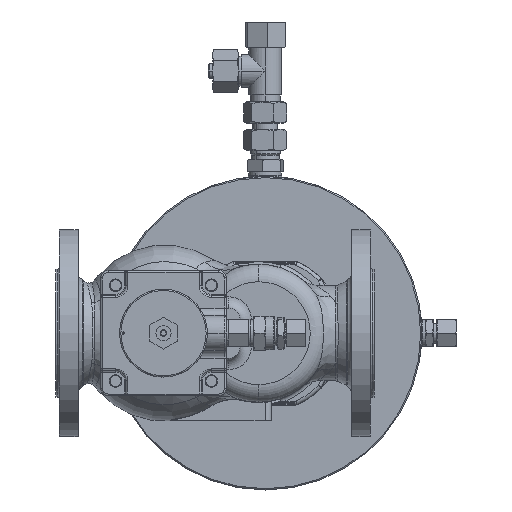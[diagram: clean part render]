
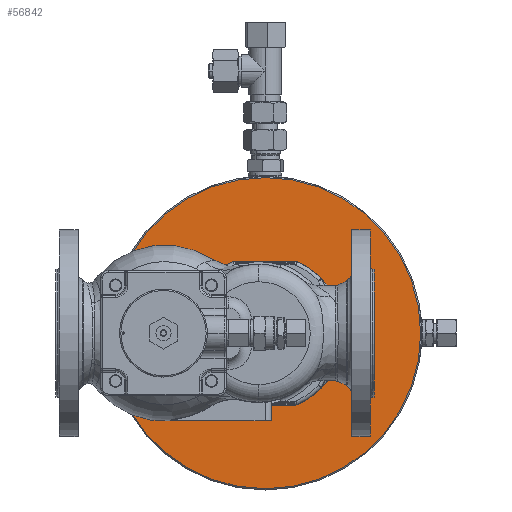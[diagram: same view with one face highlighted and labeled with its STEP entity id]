
A CAD part, front view. The second image highlights one B-rep face of the part: STEP entity #56842.
In plain terms, the highlighted planar face has unit normal (0, -1, 0).
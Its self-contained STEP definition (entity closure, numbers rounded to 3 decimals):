
#317 = CARTESIAN_POINT ( 'NONE',  ( 178., 139., 55. ) ) ;
#999 = VECTOR ( 'NONE', #49334, 1000. ) ;
#1205 = CARTESIAN_POINT ( 'NONE',  ( 46., 139., 0. ) ) ;
#1576 = ORIENTED_EDGE ( 'NONE', *, *, #29497, .T. ) ;
#2218 = LINE ( 'NONE', #25554, #53404 ) ;
#2675 = DIRECTION ( 'NONE',  ( 0.5, 0., 0.866 ) ) ;
#3059 = DIRECTION ( 'NONE',  ( 0., 0., -1. ) ) ;
#3064 = LINE ( 'NONE', #61180, #999 ) ;
#4863 = CARTESIAN_POINT ( 'NONE',  ( 225., 139., -8. ) ) ;
#4985 = CARTESIAN_POINT ( 'NONE',  ( 115., 139., -29.686 ) ) ;
#5148 = EDGE_CURVE ( 'Defeature ausgef�hrt1_994+Defeature ausgef�hrt1_917+Defeature ausgef�hrt1_907+Defeature ausgef�hrt1_916', #44315, #63418, #40170, .T. ) ;
#5233 = PLANE ( 'NONE',  #16327 ) ;
#5888 = EDGE_CURVE ( 'Defeature ausgef�hrt1_994+Defeature ausgef�hrt1_911+Defeature ausgef�hrt1_914+Defeature ausgef�hrt1_919', #60817, #13130, #6347, .T. ) ;
#6347 = LINE ( 'NONE', #53332, #44632 ) ;
#6956 = DIRECTION ( 'NONE',  ( -0.5, 0., -0.866 ) ) ;
#7101 = EDGE_LOOP ( 'NONE', ( #14323, #56709 ) ) ;
#7726 = EDGE_CURVE ( 'Defeature ausgef�hrt1_994+Defeature ausgef�hrt1_913+Defeature ausgef�hrt1_916+Defeature ausgef�hrt1_915', #42231, #47618, #34042, .T. ) ;
#7837 = CARTESIAN_POINT ( 'NONE',  ( 195.203, 139., 25.203 ) ) ;
#9654 = EDGE_CURVE ( 'Defeature ausgef�hrt1_994+Defeature ausgef�hrt1_909+Defeature ausgef�hrt1_918+Defeature ausgef�hrt1_921', #62860, #70509, #50456, .T. ) ;
#10610 = EDGE_CURVE ( 'Defeature ausgef�hrt1_994+Defeature ausgef�hrt1_907+Defeature ausgef�hrt1_920+Defeature ausgef�hrt1_917', #37038, #44315, #67355, .T. ) ;
#11349 = FACE_BOUND ( 'NONE', #71384, .T. ) ;
#12057 = CARTESIAN_POINT ( 'NONE',  ( 170., 139., 0. ) ) ;
#12898 = EDGE_CURVE ( 'Defeature ausgef�hrt1_994+Defeature ausgef�hrt1_919+Defeature ausgef�hrt1_911+Defeature ausgef�hrt1_918', #13130, #72172, #3064, .T. ) ;
#13095 = VECTOR ( 'NONE', #2675, 1000. ) ;
#13130 = VERTEX_POINT ( 'NONE', #317 ) ;
#13656 = EDGE_CURVE ( 'Defeature ausgef�hrt1_994+Defeature ausgef�hrt1_920+Defeature ausgef�hrt1_921+Defeature ausgef�hrt1_907', #32182, #37038, #48218, .T. ) ;
#14323 = ORIENTED_EDGE ( 'NONE', *, *, #62216, .T. ) ;
#15376 = ORIENTED_EDGE ( 'NONE', *, *, #12898, .T. ) ;
#16327 = AXIS2_PLACEMENT_3D ( 'NONE', #51497, #47264, #41136 ) ;
#16593 = CARTESIAN_POINT ( 'NONE',  ( 294., 139., 0. ) ) ;
#18961 = DIRECTION ( 'NONE',  ( 1., 0., 0. ) ) ;
#19227 = LINE ( 'NONE', #65476, #55087 ) ;
#19873 = ORIENTED_EDGE ( 'NONE', *, *, #5148, .T. ) ;
#21717 = ORIENTED_EDGE ( 'NONE', *, *, #10610, .T. ) ;
#21839 = VECTOR ( 'NONE', #75620, 1000. ) ;
#23616 = ORIENTED_EDGE ( 'NONE', *, *, #13656, .T. ) ;
#24340 = CARTESIAN_POINT ( 'NONE',  ( 115., 139., 8. ) ) ;
#24722 = CARTESIAN_POINT ( 'NONE',  ( 144.797, 139., -25.203 ) ) ;
#25554 = CARTESIAN_POINT ( 'NONE',  ( 195.203, 139., 25.203 ) ) ;
#26348 = CIRCLE ( 'NONE', #42196, 124. ) ;
#27369 = CARTESIAN_POINT ( 'NONE',  ( 178., 139., -55. ) ) ;
#28204 = EDGE_CURVE ( 'Defeature ausgef�hrt1_994+Defeature ausgef�hrt1_914+Defeature ausgef�hrt1_915+Defeature ausgef�hrt1_911', #41750, #60817, #37460, .T. ) ;
#28306 = DIRECTION ( 'NONE',  ( 0., 0., 1. ) ) ;
#28498 = ORIENTED_EDGE ( 'NONE', *, *, #5888, .T. ) ;
#29497 = EDGE_CURVE ( 'Defeature ausgef�hrt1_994+Defeature ausgef�hrt1_918+Defeature ausgef�hrt1_919+Defeature ausgef�hrt1_909', #72172, #62860, #2218, .T. ) ;
#30675 = DIRECTION ( 'NONE',  ( 1., 0., 0. ) ) ;
#31115 = EDGE_CURVE ( 'Defeature ausgef�hrt1_994+Defeature ausgef�hrt1_916+Defeature ausgef�hrt1_917+Defeature ausgef�hrt1_913', #63418, #42231, #34683, .T. ) ;
#31827 = CARTESIAN_POINT ( 'NONE',  ( 199.686, 139., -55. ) ) ;
#32182 = VERTEX_POINT ( 'NONE', #69860 ) ;
#34042 = LINE ( 'NONE', #4985, #54313 ) ;
#34683 = LINE ( 'NONE', #52250, #21839 ) ;
#34816 = CARTESIAN_POINT ( 'NONE',  ( 162., 139., -55. ) ) ;
#35037 = FACE_OUTER_BOUND ( 'NONE', #7101, .T. ) ;
#37038 = VERTEX_POINT ( 'NONE', #27369 ) ;
#37460 = LINE ( 'NONE', #44688, #13095 ) ;
#37930 = DIRECTION ( 'NONE',  ( -0.866, 0., -0.5 ) ) ;
#40170 = LINE ( 'NONE', #34816, #45789 ) ;
#41136 = DIRECTION ( 'NONE',  ( 1., 0., 0. ) ) ;
#41750 = VERTEX_POINT ( 'NONE', #73260 ) ;
#42196 = AXIS2_PLACEMENT_3D ( 'NONE', #12057, #70546, #52948 ) ;
#42231 = VERTEX_POINT ( 'NONE', #46026 ) ;
#44087 = ORIENTED_EDGE ( 'NONE', *, *, #28204, .T. ) ;
#44315 = VERTEX_POINT ( 'NONE', #54686 ) ;
#44632 = VECTOR ( 'NONE', #18961, 1000. ) ;
#44688 = CARTESIAN_POINT ( 'NONE',  ( 144.797, 139., 25.203 ) ) ;
#45089 = LINE ( 'NONE', #61903, #55675 ) ;
#45186 = ORIENTED_EDGE ( 'NONE', *, *, #66278, .T. ) ;
#45789 = VECTOR ( 'NONE', #75004, 1000. ) ;
#46026 = CARTESIAN_POINT ( 'NONE',  ( 115., 139., -8. ) ) ;
#46737 = CARTESIAN_POINT ( 'NONE',  ( 162., 139., 55. ) ) ;
#47264 = DIRECTION ( 'NONE',  ( 0., -1., 0. ) ) ;
#47618 = VERTEX_POINT ( 'NONE', #24340 ) ;
#47874 = DIRECTION ( 'NONE',  ( 0., -1., 0. ) ) ;
#48218 = LINE ( 'NONE', #71160, #68257 ) ;
#48328 = ORIENTED_EDGE ( 'NONE', *, *, #31115, .T. ) ;
#48860 = DIRECTION ( 'NONE',  ( 0.866, 0., -0.5 ) ) ;
#49334 = DIRECTION ( 'NONE',  ( 0.5, 0., -0.866 ) ) ;
#50456 = LINE ( 'NONE', #55065, #74751 ) ;
#50457 = DIRECTION ( 'NONE',  ( 0.866, 0., 0.5 ) ) ;
#51497 = CARTESIAN_POINT ( 'NONE',  ( 170., 139., 125. ) ) ;
#51647 = ORIENTED_EDGE ( 'NONE', *, *, #9654, .T. ) ;
#52250 = CARTESIAN_POINT ( 'NONE',  ( 144.797, 139., -25.203 ) ) ;
#52948 = DIRECTION ( 'NONE',  ( 1., 0., 0. ) ) ;
#53332 = CARTESIAN_POINT ( 'NONE',  ( 140.314, 139., 55. ) ) ;
#53404 = VECTOR ( 'NONE', #48860, 1000. ) ;
#54313 = VECTOR ( 'NONE', #28306, 1000. ) ;
#54349 = CARTESIAN_POINT ( 'NONE',  ( 170., 139., 0. ) ) ;
#54686 = CARTESIAN_POINT ( 'NONE',  ( 162., 139., -55. ) ) ;
#55065 = CARTESIAN_POINT ( 'NONE',  ( 225., 139., 29.686 ) ) ;
#55087 = VECTOR ( 'NONE', #37930, 1000. ) ;
#55675 = VECTOR ( 'NONE', #50457, 1000. ) ;
#56709 = ORIENTED_EDGE ( 'NONE', *, *, #65332, .T. ) ;
#56842 = ADVANCED_FACE ( 'Defeature ausgef�hrt1_994', ( #35037, #11349 ), #5233, .T. ) ;
#58934 = VECTOR ( 'NONE', #71973, 1000. ) ;
#60817 = VERTEX_POINT ( 'NONE', #46737 ) ;
#61123 = ORIENTED_EDGE ( 'NONE', *, *, #62846, .T. ) ;
#61180 = CARTESIAN_POINT ( 'NONE',  ( 178., 139., 55. ) ) ;
#61903 = CARTESIAN_POINT ( 'NONE',  ( 115., 139., 8. ) ) ;
#62216 = EDGE_CURVE ( 'Defeature ausgef�hrt1_994+Defeature ausgef�hrt1_992+Defeature ausgef�hrt1_992+Defeature ausgef�hrt1_992', #74705, #66141, #26348, .T. ) ;
#62846 = EDGE_CURVE ( 'Defeature ausgef�hrt1_994+Defeature ausgef�hrt1_915+Defeature ausgef�hrt1_913+Defeature ausgef�hrt1_914', #47618, #41750, #45089, .T. ) ;
#62860 = VERTEX_POINT ( 'NONE', #68797 ) ;
#63418 = VERTEX_POINT ( 'NONE', #24722 ) ;
#65332 = EDGE_CURVE ( 'Defeature ausgef�hrt1_994+Defeature ausgef�hrt1_992+Defeature ausgef�hrt1_992+Defeature ausgef�hrt1_992', #66141, #74705, #70856, .T. ) ;
#65476 = CARTESIAN_POINT ( 'NONE',  ( 225., 139., -8. ) ) ;
#66141 = VERTEX_POINT ( 'NONE', #16593 ) ;
#66278 = EDGE_CURVE ( 'Defeature ausgef�hrt1_994+Defeature ausgef�hrt1_921+Defeature ausgef�hrt1_909+Defeature ausgef�hrt1_920', #70509, #32182, #19227, .T. ) ;
#67218 = AXIS2_PLACEMENT_3D ( 'NONE', #54349, #47874, #30675 ) ;
#67355 = LINE ( 'NONE', #31827, #58934 ) ;
#68257 = VECTOR ( 'NONE', #6956, 1000. ) ;
#68797 = CARTESIAN_POINT ( 'NONE',  ( 225., 139., 8. ) ) ;
#69171 = ORIENTED_EDGE ( 'NONE', *, *, #7726, .T. ) ;
#69860 = CARTESIAN_POINT ( 'NONE',  ( 195.203, 139., -25.203 ) ) ;
#70509 = VERTEX_POINT ( 'NONE', #4863 ) ;
#70546 = DIRECTION ( 'NONE',  ( 0., -1., 0. ) ) ;
#70856 = CIRCLE ( 'NONE', #67218, 124. ) ;
#71160 = CARTESIAN_POINT ( 'NONE',  ( 195.203, 139., -25.203 ) ) ;
#71384 = EDGE_LOOP ( 'NONE', ( #28498, #15376, #1576, #51647, #45186, #23616, #21717, #19873, #48328, #69171, #61123, #44087 ) ) ;
#71973 = DIRECTION ( 'NONE',  ( -1., 0., 0. ) ) ;
#72172 = VERTEX_POINT ( 'NONE', #7837 ) ;
#73260 = CARTESIAN_POINT ( 'NONE',  ( 144.797, 139., 25.203 ) ) ;
#74705 = VERTEX_POINT ( 'NONE', #1205 ) ;
#74751 = VECTOR ( 'NONE', #3059, 1000. ) ;
#75004 = DIRECTION ( 'NONE',  ( -0.5, 0., 0.866 ) ) ;
#75620 = DIRECTION ( 'NONE',  ( -0.866, 0., 0.5 ) ) ;
